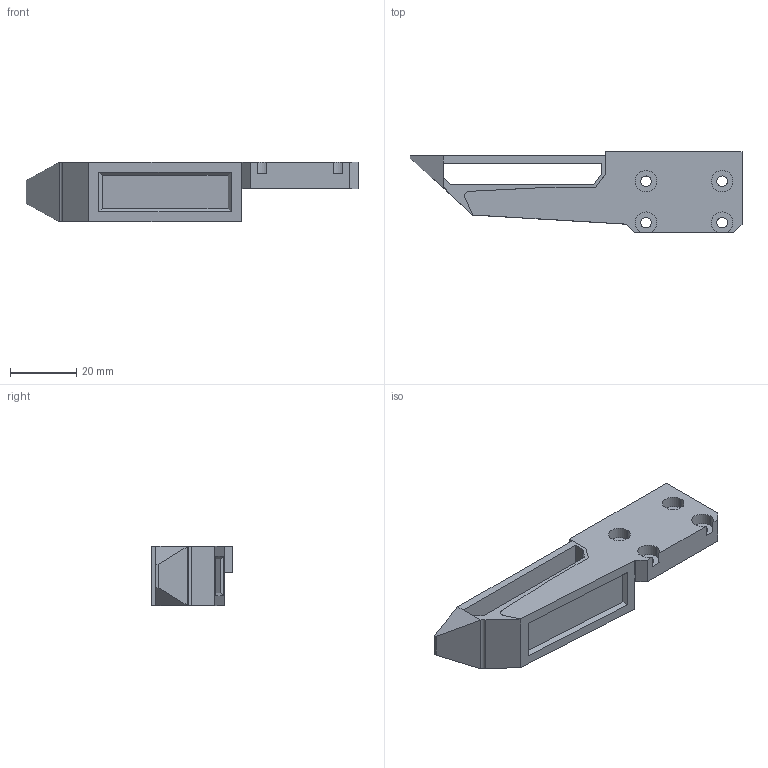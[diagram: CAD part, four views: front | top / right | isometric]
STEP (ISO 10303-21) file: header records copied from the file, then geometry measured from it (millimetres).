
FILE_DESCRIPTION (( 'STEP AP214' ), '1' );
FILE_NAME ('MSG_JAW_TPU.STEP', '2026-02-02T15:01:30', ( '' ), ( '' ), 'SwSTEP 2.0', 'SolidWorks 2020', '' );
FILE_SCHEMA (( 'AUTOMOTIVE_DESIGN' ));
Length unit declared in the file: millimetre
Products named in the file (1): MSG_JAW_TPU
Bounding box: 100.3 x 24.4 x 18 mm (x, y, z)
Volume: 19273 mm3; surface area: 11019.1 mm2
Topology: 2 solids, 2 shells, 74 faces, 197 edges, 129 vertices
Faces by surface type: plane 51, cylinder 23
Entity records: 2354 total; most frequent: CARTESIAN_POINT 401, ORIENTED_EDGE 394, DIRECTION 393, EDGE_CURVE 197, LINE 151, VECTOR 151, VERTEX_POINT 129, AXIS2_PLACEMENT_3D 121
